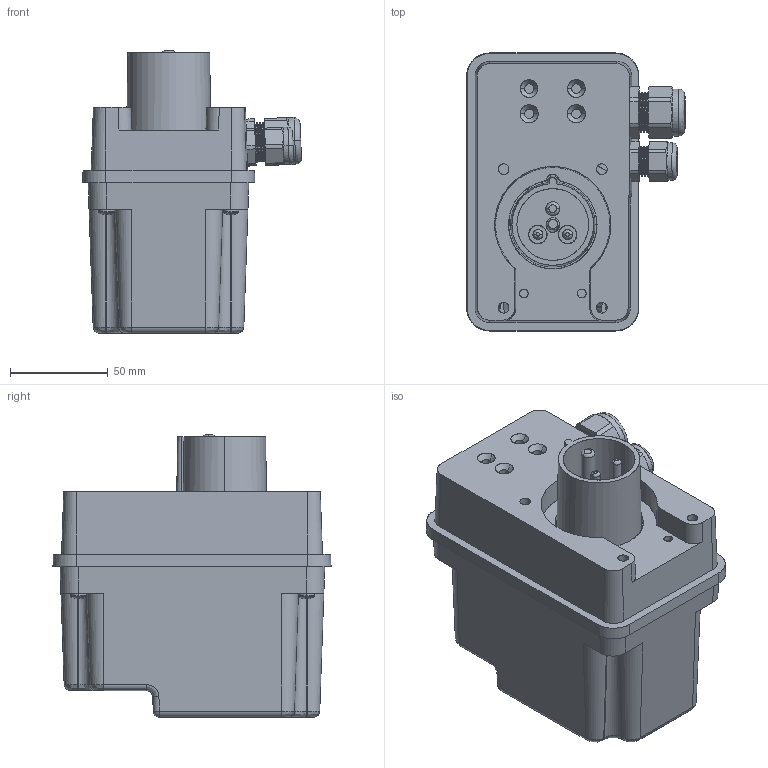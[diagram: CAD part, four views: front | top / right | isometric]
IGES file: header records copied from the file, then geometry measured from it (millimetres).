
Start section: SolidWorks IGES file using analytic representation for surfaces
Global section: file name: Super_Auto_Eject_16.IGS; native system: SolidWorks 2009; preprocessor: SolidWorks 2009; author: tom; date: 100506.143019; units: inch
Bounding box: 112.2 x 142.62 x 144.78 mm (x, y, z)
Surface area: 186574 mm2 (no closed solid volume)
Topology: 0 solids, 0 shells, 1014 faces, 14206 edges, 14203 vertices
Faces by surface type: revolution 521, bspline 493
